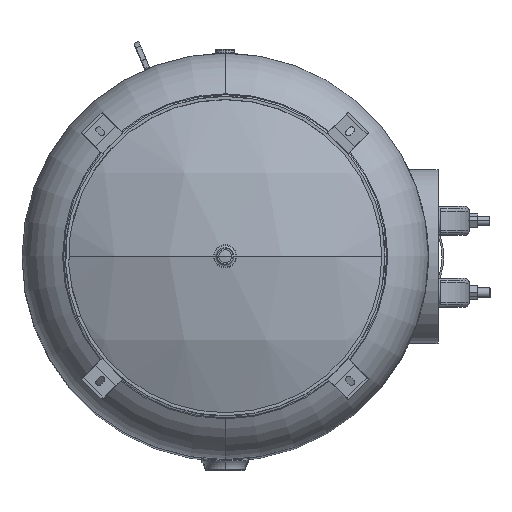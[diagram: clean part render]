
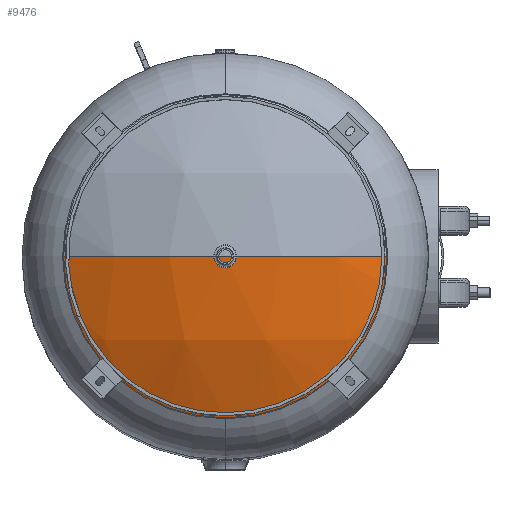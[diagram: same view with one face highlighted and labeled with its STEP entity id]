
A CAD part, top view. The second image highlights one B-rep face of the part: STEP entity #9476.
In plain terms, the highlighted spherical face has radius 960.12 mm.
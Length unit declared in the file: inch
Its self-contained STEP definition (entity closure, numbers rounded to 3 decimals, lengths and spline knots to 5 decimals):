
#265 = EDGE_LOOP ( 'NONE', ( #911, #8429, #18739, #1237 ) ) ;
#295 = CIRCLE ( 'NONE', #12300, 16.8 ) ;
#662 = CARTESIAN_POINT ( 'NONE',  ( -16.8, 8.58744, 0. ) ) ;
#756 = CARTESIAN_POINT ( 'NONE',  ( 0., 8.58744, -16.8 ) ) ;
#911 = ORIENTED_EDGE ( 'NONE', *, *, #12489, .F. ) ;
#1232 = AXIS2_PLACEMENT_3D ( 'NONE', #5308, #5560, #21250 ) ;
#1237 = ORIENTED_EDGE ( 'NONE', *, *, #2813, .F. ) ;
#1507 = DIRECTION ( 'NONE',  ( 0., -1., 0. ) ) ;
#2258 = CARTESIAN_POINT ( 'NONE',  ( 0., 12.52596, 0. ) ) ;
#2304 = VERTEX_POINT ( 'NONE', #662 ) ;
#2813 = EDGE_CURVE ( 'NONE', #2304, #5391, #18408, .T. ) ;
#4650 = DIRECTION ( 'NONE',  ( 0., 0., 1. ) ) ;
#5308 = CARTESIAN_POINT ( 'NONE',  ( 0., -25.27404, 0. ) ) ;
#5391 = VERTEX_POINT ( 'NONE', #756 ) ;
#5560 = DIRECTION ( 'NONE',  ( 0., 0., -1. ) ) ;
#5685 = CARTESIAN_POINT ( 'NONE',  ( 0., 8.58744, 0. ) ) ;
#6856 = VERTEX_POINT ( 'NONE', #2258 ) ;
#7442 = CIRCLE ( 'NONE', #1232, 37.8 ) ;
#7765 = AXIS2_PLACEMENT_3D ( 'NONE', #17443, #9440, #21350 ) ;
#8429 = ORIENTED_EDGE ( 'NONE', *, *, #12165, .T. ) ;
#8555 = CARTESIAN_POINT ( 'NONE',  ( 0., -25.27404, 0. ) ) ;
#9440 = DIRECTION ( 'NONE',  ( 0., 0., 1. ) ) ;
#9476 = ADVANCED_FACE ( 'NONE', ( #16442 ), #11139, .T. ) ;
#9543 = CARTESIAN_POINT ( 'NONE',  ( 0., 8.58744, 0. ) ) ;
#11139 = SPHERICAL_SURFACE ( 'NONE', #22650, 37.8 ) ;
#11918 = CIRCLE ( 'NONE', #7765, 37.8 ) ;
#12165 = EDGE_CURVE ( 'NONE', #6856, #25436, #7442, .T. ) ;
#12300 = AXIS2_PLACEMENT_3D ( 'NONE', #5685, #23836, #19803 ) ;
#12489 = EDGE_CURVE ( 'NONE', #6856, #2304, #11918, .T. ) ;
#16442 = FACE_OUTER_BOUND ( 'NONE', #265, .T. ) ;
#17180 = AXIS2_PLACEMENT_3D ( 'NONE', #9543, #1507, #17298 ) ;
#17298 = DIRECTION ( 'NONE',  ( 0., 0., -1. ) ) ;
#17443 = CARTESIAN_POINT ( 'NONE',  ( 0., -25.27404, 0. ) ) ;
#18408 = CIRCLE ( 'NONE', #17180, 16.8 ) ;
#18739 = ORIENTED_EDGE ( 'NONE', *, *, #21951, .F. ) ;
#19803 = DIRECTION ( 'NONE',  ( 0., 0., -1. ) ) ;
#21250 = DIRECTION ( 'NONE',  ( -1., 0., 0. ) ) ;
#21350 = DIRECTION ( 'NONE',  ( 1., 0., 0. ) ) ;
#21951 = EDGE_CURVE ( 'NONE', #5391, #25436, #295, .T. ) ;
#22650 = AXIS2_PLACEMENT_3D ( 'NONE', #8555, #4650, #24761 ) ;
#23836 = DIRECTION ( 'NONE',  ( 0., -1., 0. ) ) ;
#24024 = CARTESIAN_POINT ( 'NONE',  ( 16.8, 8.58744, 0. ) ) ;
#24761 = DIRECTION ( 'NONE',  ( 1., 0., 0. ) ) ;
#25436 = VERTEX_POINT ( 'NONE', #24024 ) ;
